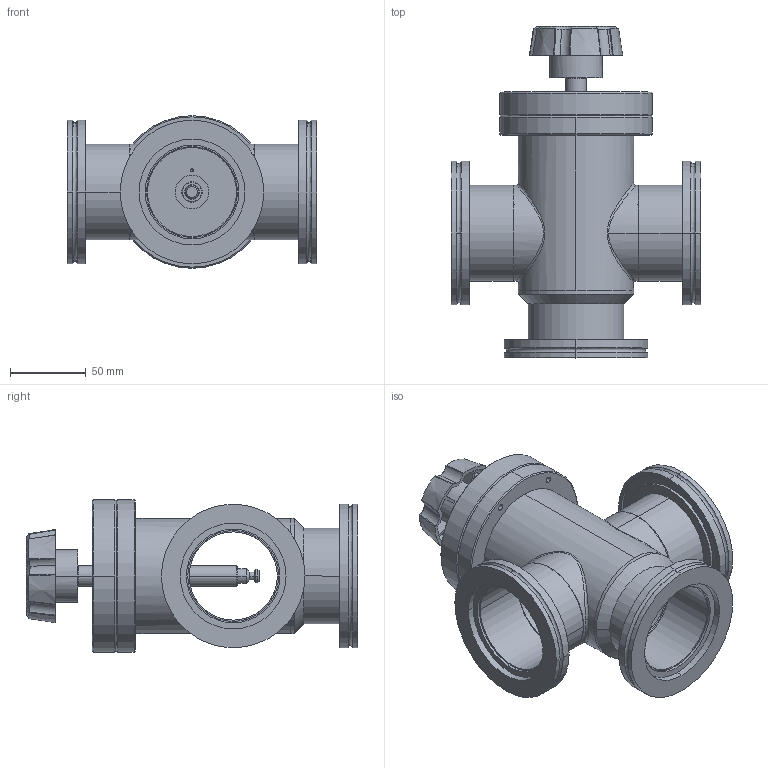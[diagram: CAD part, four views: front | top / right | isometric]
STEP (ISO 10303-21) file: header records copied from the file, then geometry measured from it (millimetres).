
FILE_DESCRIPTION (( 'STEP AP214' ), '1' );
FILE_NAME ('T-2500-H-ISO63_TEE_VALVE_MANUAL.STEP', '2020-05-07T06:17:11', ( 'admin' ), ( 'Microsoft' ), 'SwSTEP 2.0', 'SolidWorks 2016', '' );
FILE_SCHEMA (( 'AUTOMOTIVE_DESIGN' ));
Length unit declared in the file: inch
Products named in the file (1): T-2500-H-ISO63_TEE_VALVE_MANUAL
Bounding box: 165.1 x 219.63 x 100.97 mm (x, y, z)
Volume: 446396.3 mm3; surface area: 215688.5 mm2
Topology: 13 solids, 13 shells, 376 faces, 921 edges, 604 vertices
Faces by surface type: cylinder 178, plane 92, cone 82, bspline 24
Entity records: 16107 total; most frequent: CARTESIAN_POINT 7032, DIRECTION 1859, ORIENTED_EDGE 1842, EDGE_CURVE 921, AXIS2_PLACEMENT_3D 791, VERTEX_POINT 604, EDGE_LOOP 461, CIRCLE 438
